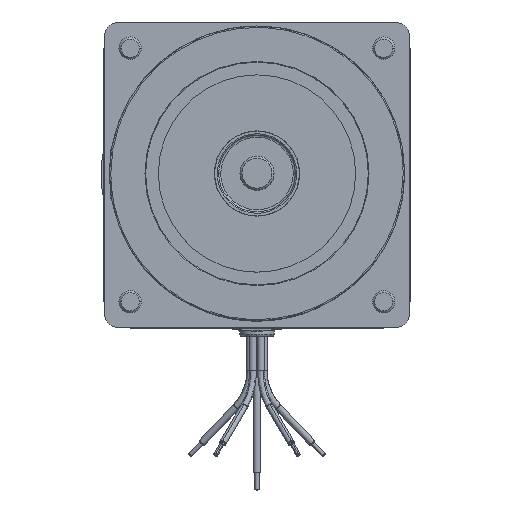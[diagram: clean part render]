
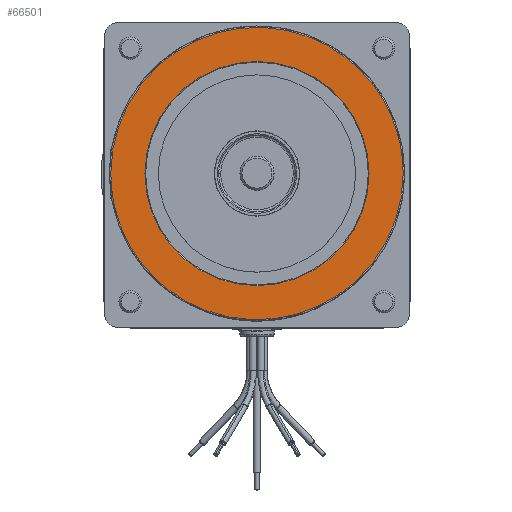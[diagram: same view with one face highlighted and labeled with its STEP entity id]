
A CAD part, top view. The second image highlights one B-rep face of the part: STEP entity #66501.
In plain terms, the highlighted planar face has unit normal (0, 0, 1).
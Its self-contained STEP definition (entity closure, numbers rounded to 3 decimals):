
#185 =( BOUNDED_CURVE ( )  B_SPLINE_CURVE ( 3, ( #73234, #73205, #73197, #73196 ),
 .UNSPECIFIED., .F., .T. ) 
 B_SPLINE_CURVE_WITH_KNOTS ( ( 4, 4 ),
 ( 0., 0.5 ),
 .UNSPECIFIED. ) 
 CURVE ( )  GEOMETRIC_REPRESENTATION_ITEM ( )  RATIONAL_B_SPLINE_CURVE ( ( 1., 0.333, 0.333, 1. ) ) 
 REPRESENTATION_ITEM ( '' )  );
#232 =( BOUNDED_CURVE ( )  B_SPLINE_CURVE ( 3, ( #55469, #55468, #55474, #55475 ),
 .UNSPECIFIED., .F., .F. ) 
 B_SPLINE_CURVE_WITH_KNOTS ( ( 4, 4 ),
 ( 0.5, 1. ),
 .UNSPECIFIED. ) 
 CURVE ( )  GEOMETRIC_REPRESENTATION_ITEM ( )  RATIONAL_B_SPLINE_CURVE ( ( 1., 0.333, 0.333, 1. ) ) 
 REPRESENTATION_ITEM ( '' )  );
#1623 = CARTESIAN_POINT ( 'NONE',  ( 0., 0., 0. ) ) ;
#1626 = DIRECTION ( 'NONE',  ( 0., 0., -1. ) ) ;
#1629 = DIRECTION ( 'NONE',  ( 1., 0., 0. ) ) ;
#17316 = VERTEX_POINT ( 'NONE', #45587 ) ;
#17326 = VERTEX_POINT ( 'NONE', #45565 ) ;
#18482 = ORIENTED_EDGE ( 'NONE', *, *, #54429, .T. ) ;
#25187 = CARTESIAN_POINT ( 'NONE',  ( -2.083, 0., 0. ) ) ;
#25193 = CARTESIAN_POINT ( 'NONE',  ( 2.083, 0., 0. ) ) ;
#26325 = EDGE_CURVE ( 'NONE', #17316, #17326, #185, .T. ) ;
#28975 = EDGE_LOOP ( 'NONE', ( #40804, #40938 ) ) ;
#29433 = EDGE_LOOP ( 'NONE', ( #18482, #40975 ) ) ;
#40804 = ORIENTED_EDGE ( 'NONE', *, *, #26325, .F. ) ;
#40938 = ORIENTED_EDGE ( 'NONE', *, *, #53875, .F. ) ;
#40975 = ORIENTED_EDGE ( 'NONE', *, *, #54682, .T. ) ;
#43567 = VERTEX_POINT ( 'NONE', #25193 ) ;
#43570 = VERTEX_POINT ( 'NONE', #25187 ) ;
#45565 = CARTESIAN_POINT ( 'NONE',  ( 2.718, 0., 0. ) ) ;
#45587 = CARTESIAN_POINT ( 'NONE',  ( -2.718, 0., 0. ) ) ;
#51044 = CARTESIAN_POINT ( 'NONE',  ( 0., 0., 0. ) ) ;
#51045 = DIRECTION ( 'NONE',  ( 0., 0., -1. ) ) ;
#51047 = DIRECTION ( 'NONE',  ( 1., 0., 0. ) ) ;
#53875 = EDGE_CURVE ( 'NONE', #17326, #17316, #232, .T. ) ;
#54429 = EDGE_CURVE ( 'NONE', #43567, #43570, #59046, .T. ) ;
#54682 = EDGE_CURVE ( 'NONE', #43570, #43567, #59334, .T. ) ;
#55468 = CARTESIAN_POINT ( 'NONE',  ( 2.718, -5.436, 0. ) ) ;
#55469 = CARTESIAN_POINT ( 'NONE',  ( 2.718, 0., 0. ) ) ;
#55474 = CARTESIAN_POINT ( 'NONE',  ( -2.718, -5.436, 0. ) ) ;
#55475 = CARTESIAN_POINT ( 'NONE',  ( -2.718, 0., 0. ) ) ;
#55855 = CARTESIAN_POINT ( 'NONE',  ( -2.07, 0., 0. ) ) ;
#55859 = PLANE ( 'NONE',  #72682 ) ;
#55864 = DIRECTION ( 'NONE',  ( 0., 0., 1. ) ) ;
#55865 = DIRECTION ( 'NONE',  ( 1., 0., 0. ) ) ;
#59046 = CIRCLE ( 'NONE', #65264, 2.083 ) ;
#59334 = CIRCLE ( 'NONE', #65094, 2.083 ) ;
#65094 = AXIS2_PLACEMENT_3D ( 'NONE', #51044, #51045, #51047 ) ;
#65264 = AXIS2_PLACEMENT_3D ( 'NONE', #1623, #1626, #1629 ) ;
#65664 = FACE_OUTER_BOUND ( 'NONE', #28975, .T. ) ;
#65674 = FACE_BOUND ( 'NONE', #29433, .T. ) ;
#66501 = ADVANCED_FACE ( 'NONE', ( #65664, #65674 ), #55859, .T. ) ;
#72682 = AXIS2_PLACEMENT_3D ( 'NONE', #55855, #55864, #55865 ) ;
#73196 = CARTESIAN_POINT ( 'NONE',  ( 2.718, 0., 0. ) ) ;
#73197 = CARTESIAN_POINT ( 'NONE',  ( 2.718, 5.436, 0. ) ) ;
#73205 = CARTESIAN_POINT ( 'NONE',  ( -2.718, 5.436, 0. ) ) ;
#73234 = CARTESIAN_POINT ( 'NONE',  ( -2.718, 0., 0. ) ) ;
